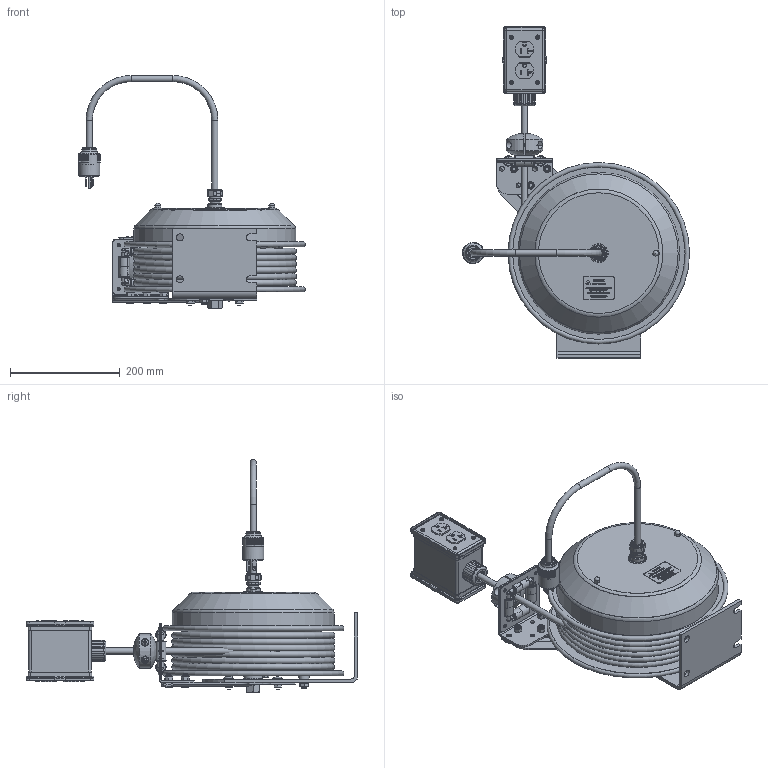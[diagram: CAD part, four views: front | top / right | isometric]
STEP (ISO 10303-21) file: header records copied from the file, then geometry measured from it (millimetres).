
FILE_DESCRIPTION(/* description */ (''),/* implementation_level */ '2;1');
FILE_NAME(/* name */ 'PC13-5012-B_SHARED.stp',/* time_stamp */ '2020-03-17T09:48:07-07:00',/* author */ ('NMelton'),/* organization */ (''),/* preprocessor_version */ 'ST-DEVELOPER v17',/* originating_system */ 'Autodesk Inventor 2019',/* authorisation */ '');
FILE_SCHEMA (('AUTOMOTIVE_DESIGN { 1 0 10303 214 3 1 1 }'));
Products named in the file (1): PC13-5012-B_SHARED
Bounding box: 413.17 x 603.94 x 424.12 mm (x, y, z)
Surface area: 1181821.5 mm2 (no closed solid volume)
Topology: 0 solids, 278 shells, 3605 faces, 16453 edges, 12656 vertices
Faces by surface type: plane 2270, cylinder 532, bspline 493, cone 163, torus 95, sphere 52
Full cylindrical faces by diameter (mm): 2.413 x1, 2.54 x1, 3.048 x2, 3.429 x8, 3.81 x3, 4.699 x4, 4.7 x46, 4.801 x4, 4.826 x3, 5.156 x2, 5.588 x1, 6.35 x50, 7.137 x8, 7.938 x3, 8.001 x2, 8.731 x7, 11.303 x4, 11.43 x3, 12.192 x8, 12.255 x1, 12.446 x1, 12.497 x2, 12.7 x2, 13.462 x2, 15.875 x3, 16.002 x1, 17.399 x1, 18.745 x1, 19.05 x5, 19.736 x1
Entity records: 186759 total; most frequent: CARTESIAN_POINT 61948, ORIENTED_EDGE 24225, DIRECTION 20579, EDGE_CURVE 16417, VERTEX_POINT 12657, LINE 9677, VECTOR 9677, AXIS2_PLACEMENT_3D 5451
